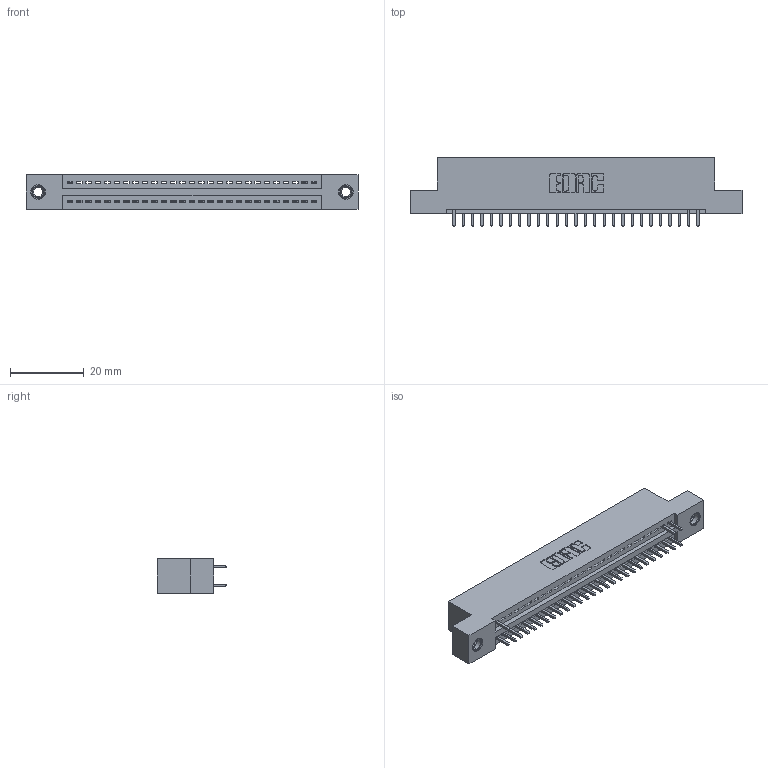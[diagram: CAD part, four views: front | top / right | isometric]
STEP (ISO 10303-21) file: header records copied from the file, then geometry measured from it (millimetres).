
FILE_DESCRIPTION (( 'STEP AP203' ), '1' );
FILE_NAME ('345-054-521-207.STEP', '2018-09-23T20:46:01', ( '' ), ( '' ), 'SwSTEP 2.0', 'SolidWorks 2016', '' );
FILE_SCHEMA (( 'CONFIG_CONTROL_DESIGN' ));
Length unit declared in the file: inch
Products named in the file (4): 345 Part_Flush Mounting Lugs - 0.156 Dia-TI; 345-292-001_345-293-121; 345-250-001_345-250-005-103; 345-054-521-207
Assembly tree (33 placements, depth 2):
  345-054-521-207
    345 Part_Flush Mounting Lugs - 0.156 Dia-TI
    345-292-001_345-293-121  x30
    345-250-001_345-250-005-103  x2
Bounding box: 89.79 x 18.72 x 9.4 mm (x, y, z)
Volume: 8340.9 mm3; surface area: 10761.6 mm2
Topology: 33 solids, 33 shells, 1878 faces, 5595 edges, 3682 vertices
Faces by surface type: plane 1270, cylinder 592, cone 12, torus 4
Entity records: 23640 total; most frequent: CARTESIAN_POINT 4063, ORIENTED_EDGE 4014, DIRECTION 3601, EDGE_CURVE 2007, VECTOR 1747, LINE 1747, VERTEX_POINT 1332, AXIS2_PLACEMENT_3D 927
